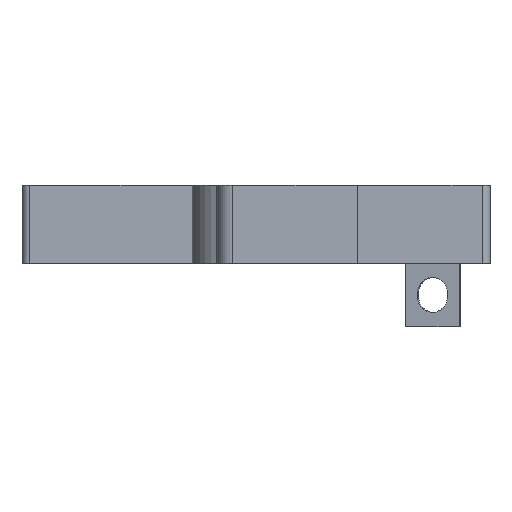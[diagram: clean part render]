
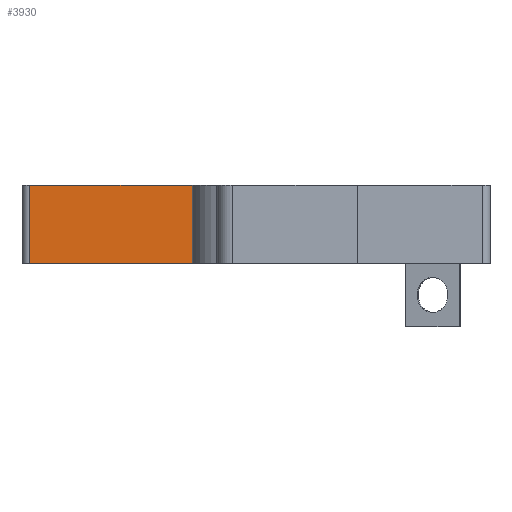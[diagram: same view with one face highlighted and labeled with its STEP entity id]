
A CAD part, front view. The second image highlights one B-rep face of the part: STEP entity #3930.
In plain terms, the highlighted planar face has unit normal (0, -1, 0).
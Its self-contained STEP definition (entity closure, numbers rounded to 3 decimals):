
#1013=DIRECTION('',(-1.,0.,0.));
#1014=VECTOR('',#1013,22.1);
#1015=CARTESIAN_POINT('',(-6.9,-17.75,-5.));
#1016=LINE('',#1015,#1014);
#1017=DIRECTION('',(0.,0.,1.));
#1018=VECTOR('',#1017,10.);
#1019=CARTESIAN_POINT('',(-29.,-17.75,-5.));
#1020=LINE('',#1019,#1018);
#1021=DIRECTION('',(1.,0.,0.));
#1022=VECTOR('',#1021,22.1);
#1023=CARTESIAN_POINT('',(-29.,-17.75,5.));
#1024=LINE('',#1023,#1022);
#1029=DIRECTION('',(0.,0.,1.));
#1030=VECTOR('',#1029,10.);
#1031=CARTESIAN_POINT('',(-6.9,-17.75,-5.));
#1032=LINE('',#1031,#1030);
#2366=CARTESIAN_POINT('',(-29.,-17.75,-5.));
#2367=VERTEX_POINT('',#2366);
#2368=CARTESIAN_POINT('',(-6.9,-17.75,-5.));
#2369=VERTEX_POINT('',#2368);
#2578=CARTESIAN_POINT('',(-29.,-17.75,5.));
#2580=VERTEX_POINT('',#2578);
#2664=CARTESIAN_POINT('',(-6.9,-17.75,5.));
#2665=VERTEX_POINT('',#2664);
#3918=CARTESIAN_POINT('',(-17.95,-17.75,0.));
#3919=DIRECTION('',(0.,1.,0.));
#3920=DIRECTION('',(1.,0.,0.));
#3921=AXIS2_PLACEMENT_3D('',#3918,#3919,#3920);
#3922=PLANE('',#3921);
#3923=ORIENTED_EDGE('',*,*,#3279,.T.);
#3924=ORIENTED_EDGE('',*,*,#3913,.T.);
#3925=ORIENTED_EDGE('',*,*,#2946,.T.);
#3927=ORIENTED_EDGE('',*,*,#3926,.F.);
#3928=EDGE_LOOP('',(#3923,#3924,#3925,#3927));
#3929=FACE_OUTER_BOUND('',#3928,.F.);
#2946=EDGE_CURVE('',#2580,#2665,#1024,.T.);
#3279=EDGE_CURVE('',#2369,#2367,#1016,.T.);
#3913=EDGE_CURVE('',#2367,#2580,#1020,.T.);
#3926=EDGE_CURVE('',#2369,#2665,#1032,.T.);
#3930=ADVANCED_FACE('',(#3929),#3922,.F.);
